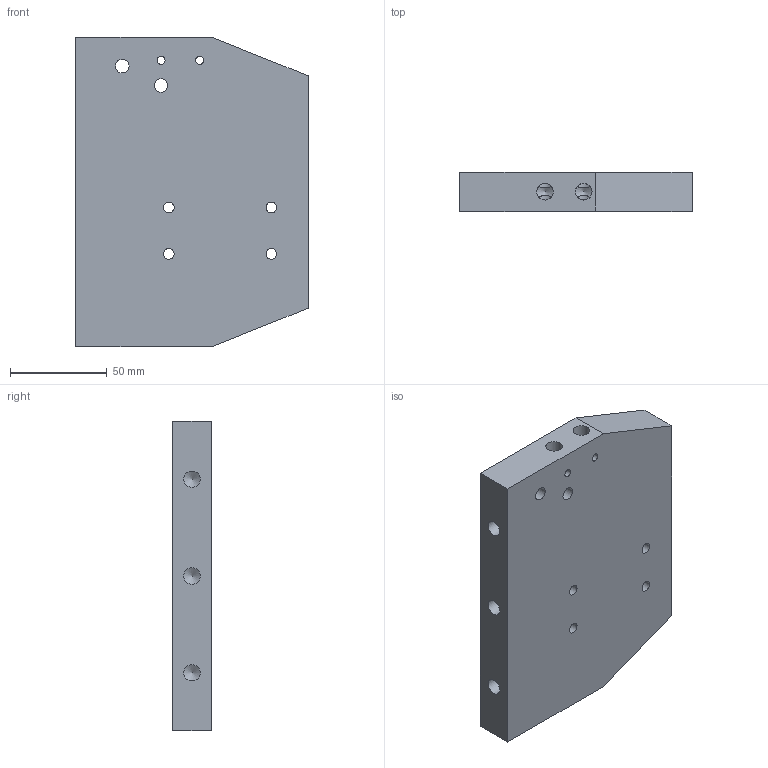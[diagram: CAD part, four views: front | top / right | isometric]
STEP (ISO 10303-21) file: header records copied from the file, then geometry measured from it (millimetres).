
FILE_DESCRIPTION(/* description */ (''),/* implementation_level */ '2;1');
FILE_NAME(/* name */ 'F1630AM.stp',/* time_stamp */ '2024-05-15T12:11:04+02:00',/* author */ ('Z420'),/* organization */ (''),/* preprocessor_version */ 'ST-DEVELOPER v18.1',/* originating_system */ 'Autodesk Inventor 2022',/* authorisation */ '');
FILE_SCHEMA (('AUTOMOTIVE_DESIGN { 1 0 10303 214 3 1 1 }'));
Length unit declared in the file: millimetre
Products named in the file (1): F1630AM
Bounding box: 120 x 20 x 160 mm (x, y, z)
Volume: 347498.2 mm3; surface area: 54766.1 mm2
Topology: 1 solids, 1 shells, 42 faces, 116 edges, 72 vertices
Faces by surface type: cylinder 24, cone 10, plane 8
Full cylindrical faces by diameter (mm): 4.134 x2, 5.5 x4, 7 x2, 8.376 x3, 8.4 x3, 8.566 x4
Entity records: 1481 total; most frequent: CARTESIAN_POINT 325, DIRECTION 244, ORIENTED_EDGE 216, EDGE_CURVE 108, AXIS2_PLACEMENT_3D 99, VERTEX_POINT 72, EDGE_LOOP 66, LINE 46
